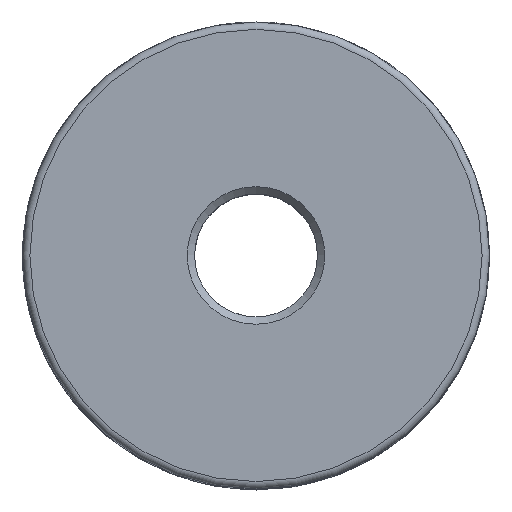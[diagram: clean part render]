
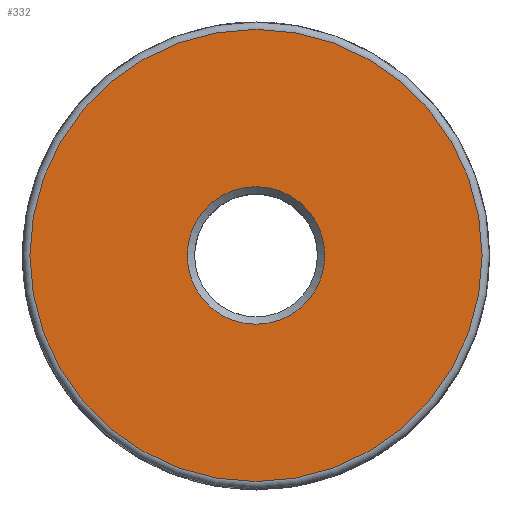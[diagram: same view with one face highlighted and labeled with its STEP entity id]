
A CAD part, top view. The second image highlights one B-rep face of the part: STEP entity #332.
In plain terms, the highlighted planar face has unit normal (0, 0, 1).
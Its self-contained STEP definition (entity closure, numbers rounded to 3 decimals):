
#17=PLANE('',#370);
#55=FACE_BOUND('',#125,.T.);
#86=FACE_OUTER_BOUND('',#124,.T.);
#124=EDGE_LOOP('',(#285));
#125=EDGE_LOOP('',(#286));
#167=CIRCLE('',#369,2.8);
#168=CIRCLE('',#371,9.2);
#196=VERTEX_POINT('',#1632);
#197=VERTEX_POINT('',#1635);
#230=EDGE_CURVE('',#196,#196,#167,.T.);
#231=EDGE_CURVE('',#197,#197,#168,.T.);
#285=ORIENTED_EDGE('',*,*,#231,.F.);
#286=ORIENTED_EDGE('',*,*,#230,.F.);
#332=ADVANCED_FACE('',(#86,#55),#17,.T.);
#369=AXIS2_PLACEMENT_3D('',#1633,#425,#426);
#370=AXIS2_PLACEMENT_3D('',#1634,#427,#428);
#371=AXIS2_PLACEMENT_3D('',#1636,#429,#430);
#425=DIRECTION('center_axis',(0.,0.,1.));
#426=DIRECTION('ref_axis',(-1.,0.,0.));
#427=DIRECTION('center_axis',(0.,0.,1.));
#428=DIRECTION('ref_axis',(1.,0.,0.));
#429=DIRECTION('center_axis',(0.,0.,-1.));
#430=DIRECTION('ref_axis',(-1.,0.,0.));
#1632=CARTESIAN_POINT('',(2.8,0.,25.));
#1633=CARTESIAN_POINT('Origin',(0.,0.,25.));
#1634=CARTESIAN_POINT('Origin',(0.,0.,
25.));
#1635=CARTESIAN_POINT('',(9.2,0.,25.));
#1636=CARTESIAN_POINT('Origin',(0.,0.,25.));
